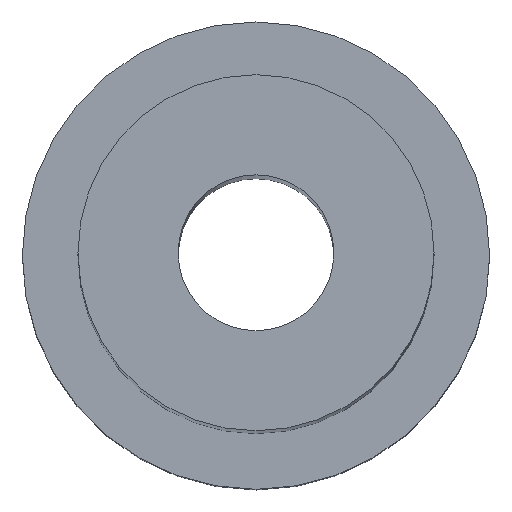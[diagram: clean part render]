
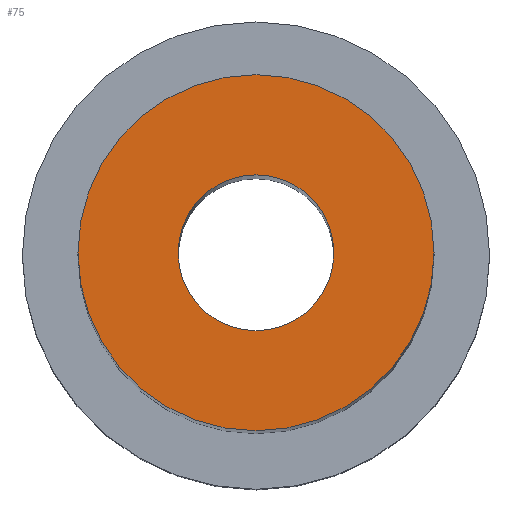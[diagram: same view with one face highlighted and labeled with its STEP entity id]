
A CAD part, top view. The second image highlights one B-rep face of the part: STEP entity #75.
In plain terms, the highlighted planar face has unit normal (0, 0, 1).
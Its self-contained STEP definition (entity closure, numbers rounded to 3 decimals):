
#58=EDGE_CURVE('240[2]',#122,#122,#123,.T.);
#70=EDGE_CURVE('240[2]',#141,#141,#142,.T.);
#75=ADVANCED_FACE('240[2]',(#148,#149),#150,.T.);
#122=VERTEX_POINT('',#194);
#123=CIRCLE('',#195,3.5);
#141=VERTEX_POINT('',#218);
#142=CIRCLE('',#219,8.0);
#148=FACE_OUTER_BOUND('',#227,.T.);
#149=FACE_BOUND('',#228,.T.);
#150=PLANE('',#229);
#194=CARTESIAN_POINT('',(0.,3.5,100.0));
#195=AXIS2_PLACEMENT_3D('',#262,#263,#264);
#218=CARTESIAN_POINT('',(0.,8.,100.0));
#219=AXIS2_PLACEMENT_3D('',#283,#284,#285);
#227=EDGE_LOOP('',(#290));
#228=EDGE_LOOP('',(#291));
#229=AXIS2_PLACEMENT_3D('',#292,#293,#294);
#262=CARTESIAN_POINT('',(0.,0.,100.0));
#263=DIRECTION('',(0.,0.,-1.0));
#264=DIRECTION('',(0.,1.0,0.));
#283=CARTESIAN_POINT('',(0.,0.,100.0));
#284=DIRECTION('',(0.,0.,-1.0));
#285=DIRECTION('',(0.,1.0,0.));
#290=ORIENTED_EDGE('',*,*,#70,.F.);
#291=ORIENTED_EDGE('',*,*,#58,.T.);
#292=CARTESIAN_POINT('',(0.,5.75,100.0));
#293=DIRECTION('',(0.,0.,1.0));
#294=DIRECTION('',(0.,-1.0,0.));
